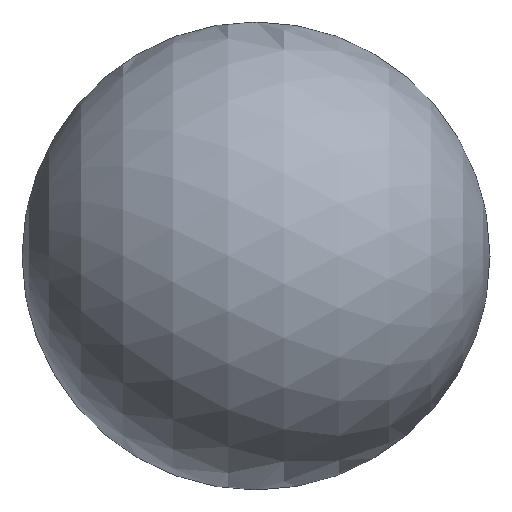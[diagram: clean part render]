
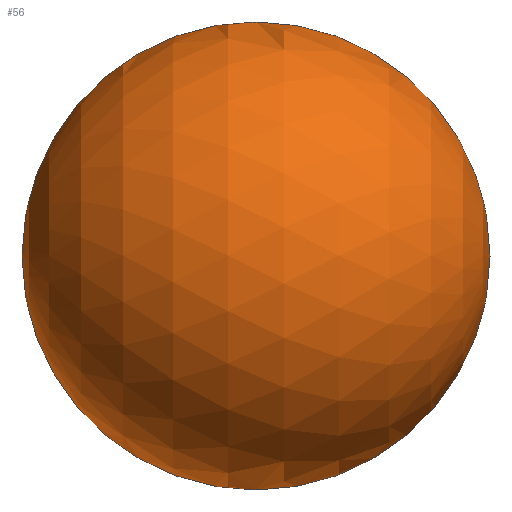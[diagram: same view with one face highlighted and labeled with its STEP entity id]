
A CAD part, top view. The second image highlights one B-rep face of the part: STEP entity #56.
In plain terms, the highlighted spherical face has radius 3.75 mm.
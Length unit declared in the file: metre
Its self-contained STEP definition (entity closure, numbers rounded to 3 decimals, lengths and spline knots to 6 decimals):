
#18=ORIENTED_EDGE('',*,*,#26,.F.);
#26=EDGE_CURVE('',#30,#30,#34,.T.);
#30=VERTEX_POINT('',#125);
#34=CIRCLE('',#88,0.00375);
#38=EDGE_LOOP('',(#18));
#46=FACE_BOUND('',#38,.T.);
#54=SPHERICAL_SURFACE('',#87,0.00375);
#56=ADVANCED_FACE('',(#46),#54,.T.);
#87=AXIS2_PLACEMENT_3D('',#123,#100,#101);
#88=AXIS2_PLACEMENT_3D('',#124,#102,#103);
#100=DIRECTION('',(-1.,0.,0.));
#101=DIRECTION('',(0.,1.,0.));
#102=DIRECTION('',(0.,0.,-1.));
#103=DIRECTION('',(1.,0.,0.));
#123=CARTESIAN_POINT('',(0.,0.,0.01));
#124=CARTESIAN_POINT('',(0.,0.,0.01));
#125=CARTESIAN_POINT('',(0.00375,0.,0.01));
